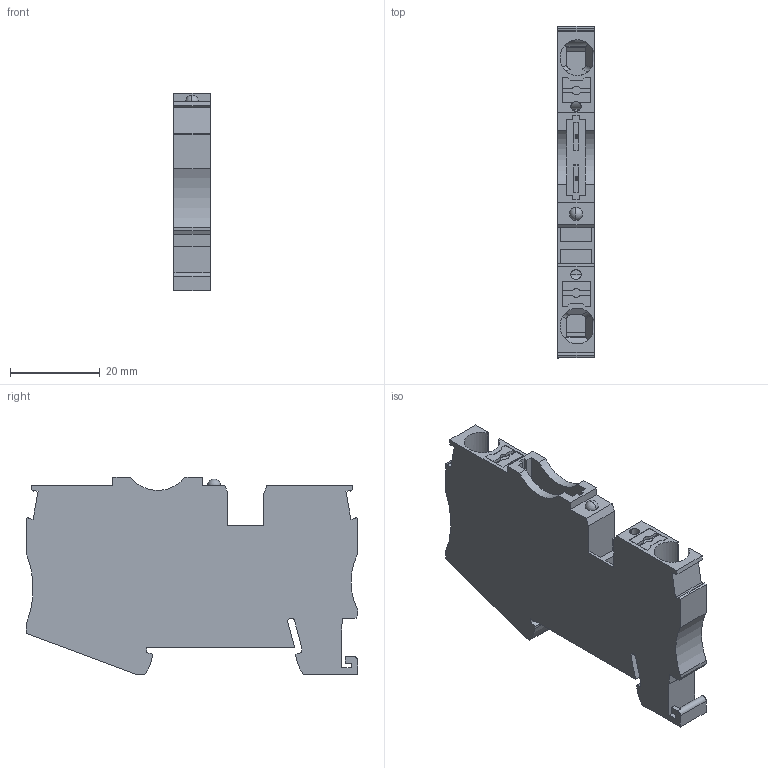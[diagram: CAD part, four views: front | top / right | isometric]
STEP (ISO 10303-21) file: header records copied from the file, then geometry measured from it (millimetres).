
FILE_DESCRIPTION(('Creo Elements/Direct Modeling STEP Export'),'2;1');
FILE_NAME('model.stp','2018-02-09T 3:48:27',(''),(''),'Creo Elements/Direct Modeling STEP processor for AP214 (Solid Model)','Creo Elements/Direct Modeling 18.1I 14-Aug-2016 (C) Parametric Technology GmbH','');
FILE_SCHEMA(('AUTOMOTIVE_DESIGN { 1 0 10303 214 1 1 1 1 }'));
Length unit declared in the file: millimetre
Products named in the file (2): PT_6-FSI-C-LED-48-SELECT
Assembly tree (1 placements, depth 2):
  PT_6-FSI-C-LED-48-SELECT
    PT_6-FSI-C-LED-48-SELECT
Bounding box: 8.15 x 74.12 x 44.05 mm (x, y, z)
Volume: 18450.6 mm3; surface area: 10138.6 mm2
Topology: 1 solids, 1 shells, 226 faces, 639 edges, 423 vertices
Faces by surface type: plane 177, cylinder 47, sphere 2
Entity records: 10351 total; most frequent: CARTESIAN_POINT 2585, ORIENTED_EDGE 1274, DIRECTION 1163, EDGE_CURVE 637, VECTOR 517, LINE 517, VERTEX_POINT 423, AXIS2_PLACEMENT_3D 323
